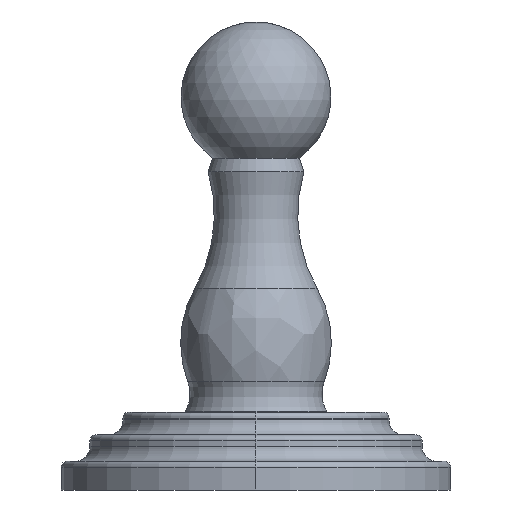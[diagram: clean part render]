
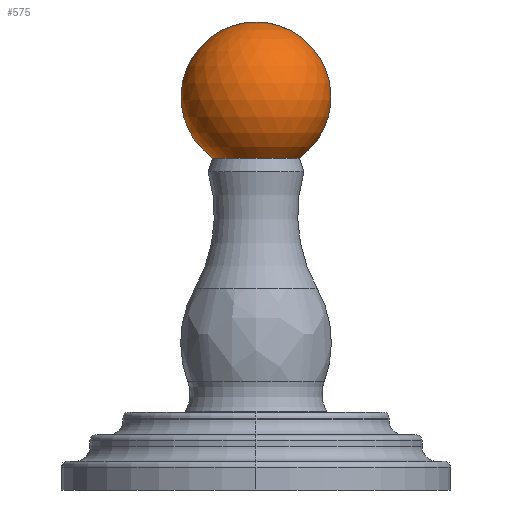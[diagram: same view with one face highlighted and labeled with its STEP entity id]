
A CAD part, left-side view. The second image highlights one B-rep face of the part: STEP entity #575.
In plain terms, the highlighted spherical face has radius 12.516 mm.
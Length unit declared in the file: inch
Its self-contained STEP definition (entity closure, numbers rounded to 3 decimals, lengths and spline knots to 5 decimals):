
#35=CARTESIAN_POINT('',(-12.,0.,2.58265));
#36=DIRECTION('',(-1.,0.,0.));
#37=DIRECTION('',(0.,-0.578,-0.816));
#38=AXIS2_PLACEMENT_3D('',#35,#36,#37);
#40=CARTESIAN_POINT('',(-12.,0.,2.18047));
#41=DIRECTION('',(0.,0.,-1.));
#42=DIRECTION('',(0.,-1.,0.));
#43=AXIS2_PLACEMENT_3D('',#40,#41,#42);
#45=CARTESIAN_POINT('',(-12.,0.,2.58265));
#46=DIRECTION('',(1.,0.,0.));
#47=DIRECTION('',(0.,0.578,-0.816));
#48=AXIS2_PLACEMENT_3D('',#45,#46,#47);
#474=CARTESIAN_POINT('',(-12.,-0.28471,2.18047));
#475=VERTEX_POINT('',#474);
#476=CARTESIAN_POINT('',(-12.,0.,3.07541));
#477=VERTEX_POINT('',#476);
#486=CARTESIAN_POINT('',(-12.,0.28471,2.18047));
#487=VERTEX_POINT('',#486);
#565=CARTESIAN_POINT('',(-12.,0.,2.58265));
#566=DIRECTION('',(0.,0.,1.));
#567=DIRECTION('',(0.,-1.,0.));
#568=AXIS2_PLACEMENT_3D('',#565,#566,#567);
#569=SPHERICAL_SURFACE('',#568,0.49276);
#570=ORIENTED_EDGE('',*,*,#551,.F.);
#571=ORIENTED_EDGE('',*,*,#527,.T.);
#572=ORIENTED_EDGE('',*,*,#553,.T.);
#573=EDGE_LOOP('',(#570,#571,#572));
#574=FACE_OUTER_BOUND('',#573,.F.);
#575=ADVANCED_FACE('',(#574),#569,.T.);
#39=CIRCLE('',#38,0.49276);
#44=CIRCLE('',#43,0.28471);
#49=CIRCLE('',#48,0.49276);
#527=EDGE_CURVE('',#475,#487,#44,.T.);
#551=EDGE_CURVE('',#475,#477,#39,.T.);
#553=EDGE_CURVE('',#487,#477,#49,.T.);
